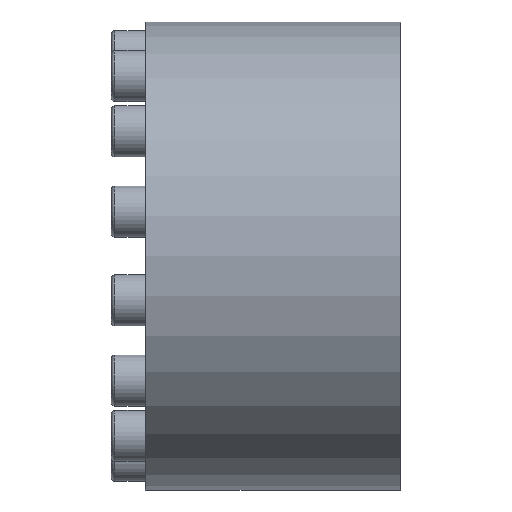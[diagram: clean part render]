
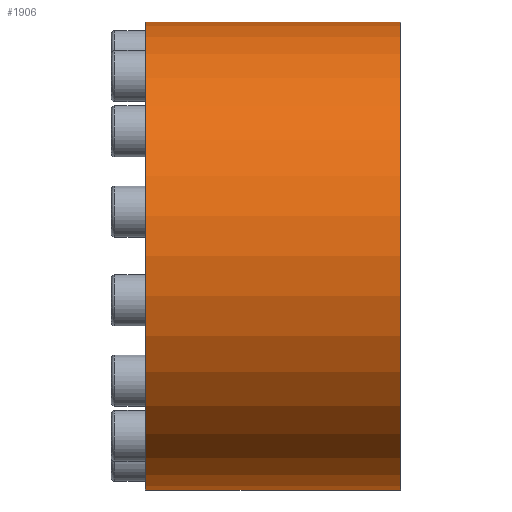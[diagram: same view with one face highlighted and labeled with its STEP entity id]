
A CAD part, front view. The second image highlights one B-rep face of the part: STEP entity #1906.
In plain terms, the highlighted cylindrical face has radius 82.5 mm (diameter 165 mm), a partial arc.
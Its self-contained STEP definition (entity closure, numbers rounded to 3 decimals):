
#28=CYLINDRICAL_SURFACE('',#2203,82.5);
#175=CIRCLE('',#2202,82.5);
#176=CIRCLE('',#2204,82.5);
#362=ORIENTED_EDGE('',*,*,#789,.F.);
#363=ORIENTED_EDGE('',*,*,#790,.T.);
#364=ORIENTED_EDGE('',*,*,#791,.T.);
#365=ORIENTED_EDGE('',*,*,#787,.F.);
#787=EDGE_CURVE('',#997,#998,#175,.T.);
#789=EDGE_CURVE('',#999,#997,#1156,.T.);
#790=EDGE_CURVE('',#999,#1000,#176,.T.);
#791=EDGE_CURVE('',#1000,#998,#1157,.T.);
#997=VERTEX_POINT('',#3252);
#998=VERTEX_POINT('',#3254);
#999=VERTEX_POINT('',#3261);
#1000=VERTEX_POINT('',#3263);
#1156=LINE('',#3260,#1198);
#1157=LINE('',#3264,#1199);
#1198=VECTOR('',#2573,1000.);
#1199=VECTOR('',#2576,1000.);
#1266=EDGE_LOOP('',(#362,#363,#364,#365));
#1588=FACE_BOUND('',#1266,.T.);
#1906=ADVANCED_FACE('',(#1588),#28,.T.);
#2202=AXIS2_PLACEMENT_3D('',#3253,#2569,#2570);
#2203=AXIS2_PLACEMENT_3D('',#3259,#2571,#2572);
#2204=AXIS2_PLACEMENT_3D('',#3262,#2574,#2575);
#2569=DIRECTION('',(1.,0.,0.));
#2570=DIRECTION('',(0.,0.,-1.));
#2571=DIRECTION('',(1.,0.,0.));
#2572=DIRECTION('',(0.,0.,-1.));
#2573=DIRECTION('',(1.,0.,0.));
#2574=DIRECTION('',(1.,0.,0.));
#2575=DIRECTION('',(0.,0.,-1.));
#2576=DIRECTION('',(1.,0.,0.));
#3252=CARTESIAN_POINT('',(44.8,82.483,1.65));
#3253=CARTESIAN_POINT('',(44.8,0.,0.));
#3254=CARTESIAN_POINT('',(44.8,82.483,-1.65));
#3259=CARTESIAN_POINT('',(9.,0.,0.));
#3260=CARTESIAN_POINT('',(9.,82.483,1.65));
#3261=CARTESIAN_POINT('',(-44.8,82.483,1.65));
#3262=CARTESIAN_POINT('',(-44.8,0.,0.));
#3263=CARTESIAN_POINT('',(-44.8,82.483,-1.65));
#3264=CARTESIAN_POINT('',(9.,82.483,-1.65));
